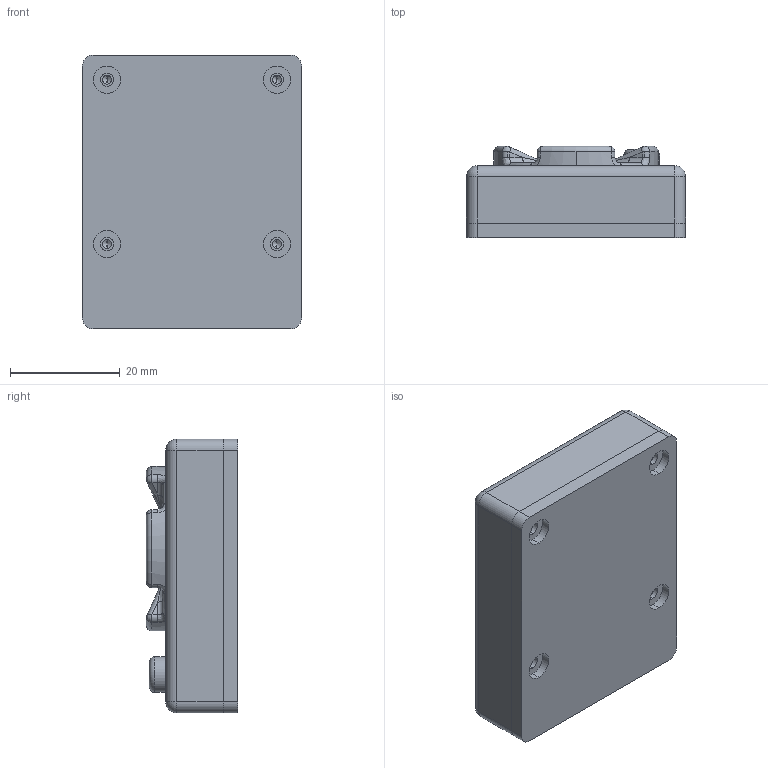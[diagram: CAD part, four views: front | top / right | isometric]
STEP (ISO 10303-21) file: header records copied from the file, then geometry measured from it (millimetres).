
FILE_DESCRIPTION (( 'STEP AP214' ), '1' );
FILE_NAME ('pioneerUnitController.STEP', '2025-06-01T03:44:00', ( '' ), ( '' ), 'SwSTEP 2.0', 'SolidWorks 2020', '' );
FILE_SCHEMA (( 'AUTOMOTIVE_DESIGN' ));
Length unit declared in the file: millimetre
Products named in the file (63): Cylinder-0(2)^6006842048(2)_SW2(2)_miata-pioneerUnitControllerPCB_main(3)_miata-pioneerUnitControllerPCB_main; Open CASCADE STEP translator 7.5 7.1.1^Board(2)_miata-pioneerUnitControllerPCB_main(3)_miata-pioneerUnitControllerPCB_main; miata-pioneerUnitControllerPCB_main(3)^miata-pioneerUnitControllerPCB_main; 6006842288(2)^R4(2)_miata-pioneerUnitControllerPCB_main(3)_miata-pioneerUnitControllerPCB_main; Extruded-4^6006842208(2)_R1(2)_miata-pioneerUnitControllerPCB_main(3)_miata-pioneerUnitControllerPCB_main; 6006838128(2)^SW5(2)_miata-pioneerUnitControllerPCB_main(3)_miata-pioneerUnitControllerPCB_main; Board(2)^miata-pioneerUnitControllerPCB_main(3)_miata-pioneerUnitControllerPCB_main; Conn_Molex_43650-0304_eec(2)^J1(2)_miata-pioneerUnitControllerPCB_main(3)_miata-pioneerUnitControllerPCB_main; Cylinder(2)^6006837808(2)_SW4(2)_miata-pioneerUnitControllerPCB_main(3)_miata-pioneerUnitControllerPCB_main; R3(2)^miata-pioneerUnitControllerPCB_main(3)_miata-pioneerUnitControllerPCB_main; 6006737936(2)^SW1(2)_miata-pioneerUnitControllerPCB_main(3)_miata-pioneerUnitControllerPCB_main; Extruded(2)^6006838128(2)_SW4(2)_miata-pioneerUnitControllerPCB_main(3)_miata-pioneerUnitControllerPCB_main; miata-pioneerUnitControllerPCB_main; Extruded-5^6006842288(2)_R3(2)_miata-pioneerUnitControllerPCB_main(3)_miata-pioneerUnitControllerPCB_main; 6006842288(2)^R1(2)_miata-pioneerUnitControllerPCB_main(3)_miata-pioneerUnitControllerPCB_main; 6006838128(2)^SW4(2)_miata-pioneerUnitControllerPCB_main(3)_miata-pioneerUnitControllerPCB_main; Extruded-4^6006842208(2)_R2(2)_miata-pioneerUnitControllerPCB_main(3)_miata-pioneerUnitControllerPCB_main; R5(2)^miata-pioneerUnitControllerPCB_main(3)_miata-pioneerUnitControllerPCB_main; SW5(2)^miata-pioneerUnitControllerPCB_main(3)_miata-pioneerUnitControllerPCB_main; Extruded(2)^6006838128(2)_SW5(2)_miata-pioneerUnitControllerPCB_main(3)_miata-pioneerUnitControllerPCB_main; R2(2)^miata-pioneerUnitControllerPCB_main(3)_miata-pioneerUnitControllerPCB_main; 6006842048(2)^SW2(2)_miata-pioneerUnitControllerPCB_main(3)_miata-pioneerUnitControllerPCB_main; SW1(2)^miata-pioneerUnitControllerPCB_main(3)_miata-pioneerUnitControllerPCB_main; Cylinder-1(2)^6006737936(2)_SW1(2)_miata-pioneerUnitControllerPCB_main(3)_miata-pioneerUnitControllerPCB_main; 6006842208(2)^R2(2)_miata-pioneerUnitControllerPCB_main(3)_miata-pioneerUnitControllerPCB_main; R1(2)^miata-pioneerUnitControllerPCB_main(3)_miata-pioneerUnitControllerPCB_main; 6006838128(2)^SW3(2)_miata-pioneerUnitControllerPCB_main(3)_miata-pioneerUnitControllerPCB_main; 3(2)^Conn_Molex_43650-0304_eec(2)_J1(2)_miata-pioneerUnitControllerPCB_main(3)_miata-pioneerUnitControllerPCB_main; SW4(2)^miata-pioneerUnitControllerPCB_main(3)_miata-pioneerUnitControllerPCB_main; Cylinder(2)^6006837808(2)_SW5(2)_miata-pioneerUnitControllerPCB_main(3)_miata-pioneerUnitControllerPCB_main; 6006842288(2)^R2(2)_miata-pioneerUnitControllerPCB_main(3)_miata-pioneerUnitControllerPCB_main; 6006842208(2)^R1(2)_miata-pioneerUnitControllerPCB_main(3)_miata-pioneerUnitControllerPCB_main; 6006842048(2)^SW3(2)_miata-pioneerUnitControllerPCB_main(3)_miata-pioneerUnitControllerPCB_main; Extruded(2)^6006838128(2)_SW1(2)_miata-pioneerUnitControllerPCB_main(3)_miata-pioneerUnitControllerPCB_main; Notch(2)^Conn_Molex_43650-0304_eec(2)_J1(2)_miata-pioneerUnitControllerPCB_main(3)_miata-pioneerUnitControllerPCB_main; Extruded-4^6006842208(2)_R4(2)_miata-pioneerUnitControllerPCB_main(3)_miata-pioneerUnitControllerPCB_main; 6006838128(2)^SW2(2)_miata-pioneerUnitControllerPCB_main(3)_miata-pioneerUnitControllerPCB_main; Extruded(2)^6006838128(2)_SW3(2)_miata-pioneerUnitControllerPCB_main(3)_miata-pioneerUnitControllerPCB_main; Molex(2)^Conn_Molex_43650-0304_eec(2)_J1(2)_miata-pioneerUnitControllerPCB_main(3)_miata-pioneerUnitControllerPCB_main; Cylinder-0(2)^6006842048(2)_SW3(2)_miata-pioneerUnitControllerPCB_main(3)_miata-pioneerUnitControllerPCB_main ...
Assembly tree (67 placements, depth 6):
  pioneerUnitController
    miata-pioneerRemote_controlPad-02
    miata-pioneerUnitControllerPCB_main
      miata-pioneerUnitControllerPCB_main(3)^miata-pioneerUnitControllerPCB_main
        Board(2)^miata-pioneerUnitControllerPCB_main(3)_miata-pioneerUnitControllerPCB_main
          Open CASCADE STEP translator 7.5 7.1.1^Board(2)_miata-pioneerUnitControllerPCB_main(3)_miata-pioneerUnitControllerPCB_main
        SW5(2)^miata-pioneerUnitControllerPCB_main(3)_miata-pioneerUnitControllerPCB_main
          6006838128(2)^SW5(2)_miata-pioneerUnitControllerPCB_main(3)_miata-pioneerUnitControllerPCB_main
            Extruded(2)^6006838128(2)_SW5(2)_miata-pioneerUnitControllerPCB_main(3)_miata-pioneerUnitControllerPCB_main
          6006837808(2)^SW5(2)_miata-pioneerUnitControllerPCB_main(3)_miata-pioneerUnitControllerPCB_main
            Cylinder(2)^6006837808(2)_SW5(2)_miata-pioneerUnitControllerPCB_main(3)_miata-pioneerUnitControllerPCB_main
        SW4(2)^miata-pioneerUnitControllerPCB_main(3)_miata-pioneerUnitControllerPCB_main
          6006838128(2)^SW4(2)_miata-pioneerUnitControllerPCB_main(3)_miata-pioneerUnitControllerPCB_main
            Extruded(2)^6006838128(2)_SW4(2)_miata-pioneerUnitControllerPCB_main(3)_miata-pioneerUnitControllerPCB_main
          6006837808(2)^SW4(2)_miata-pioneerUnitControllerPCB_main(3)_miata-pioneerUnitControllerPCB_main
            Cylinder(2)^6006837808(2)_SW4(2)_miata-pioneerUnitControllerPCB_main(3)_miata-pioneerUnitControllerPCB_main
        SW3(2)^miata-pioneerUnitControllerPCB_main(3)_miata-pioneerUnitControllerPCB_main
          6006838128(2)^SW3(2)_miata-pioneerUnitControllerPCB_main(3)_miata-pioneerUnitControllerPCB_main
            Extruded(2)^6006838128(2)_SW3(2)_miata-pioneerUnitControllerPCB_main(3)_miata-pioneerUnitControllerPCB_main
          6006842048(2)^SW3(2)_miata-pioneerUnitControllerPCB_main(3)_miata-pioneerUnitControllerPCB_main
            Cylinder-0(2)^6006842048(2)_SW3(2)_miata-pioneerUnitControllerPCB_main(3)_miata-pioneerUnitControllerPCB_main
        SW2(2)^miata-pioneerUnitControllerPCB_main(3)_miata-pioneerUnitControllerPCB_main
          6006838128(2)^SW2(2)_miata-pioneerUnitControllerPCB_main(3)_miata-pioneerUnitControllerPCB_main
            Extruded(2)^6006838128(2)_SW2(2)_miata-pioneerUnitControllerPCB_main(3)_miata-pioneerUnitControllerPCB_main
          6006842048(2)^SW2(2)_miata-pioneerUnitControllerPCB_main(3)_miata-pioneerUnitControllerPCB_main
            Cylinder-0(2)^6006842048(2)_SW2(2)_miata-pioneerUnitControllerPCB_main(3)_miata-pioneerUnitControllerPCB_main
        SW1(2)^miata-pioneerUnitControllerPCB_main(3)_miata-pioneerUnitControllerPCB_main
          6006737936(2)^SW1(2)_miata-pioneerUnitControllerPCB_main(3)_miata-pioneerUnitControllerPCB_main
            Cylinder-1(2)^6006737936(2)_SW1(2)_miata-pioneerUnitControllerPCB_main(3)_miata-pioneerUnitControllerPCB_main
          6006838128(2)^SW1(2)_miata-pioneerUnitControllerPCB_main(3)_miata-pioneerUnitControllerPCB_main
            Extruded(2)^6006838128(2)_SW1(2)_miata-pioneerUnitControllerPCB_main(3)_miata-pioneerUnitControllerPCB_main
        R5(2)^miata-pioneerUnitControllerPCB_main(3)_miata-pioneerUnitControllerPCB_main
          9424581152^R5(2)_miata-pioneerUnitControllerPCB_main(3)_miata-pioneerUnitControllerPCB_main  x2
            Extruded-2(2)^9424581152_R5(2)_miata-pioneerUnitControllerPCB_main(3)_miata-pioneerUnitControllerPCB_main
          9424580992^R5(2)_miata-pioneerUnitControllerPCB_main(3)_miata-pioneerUnitControllerPCB_main
            Extruded-3(2)^9424580992_R5(2)_miata-pioneerUnitControllerPCB_main(3)_miata-pioneerUnitControllerPCB_main
        R4(2)^miata-pioneerUnitControllerPCB_main(3)_miata-pioneerUnitControllerPCB_main
          6006842208(2)^R4(2)_miata-pioneerUnitControllerPCB_main(3)_miata-pioneerUnitControllerPCB_main  x2
            Extruded-4^6006842208(2)_R4(2)_miata-pioneerUnitControllerPCB_main(3)_miata-pioneerUnitControllerPCB_main
          6006842288(2)^R4(2)_miata-pioneerUnitControllerPCB_main(3)_miata-pioneerUnitControllerPCB_main
            Extruded-5^6006842288(2)_R4(2)_miata-pioneerUnitControllerPCB_main(3)_miata-pioneerUnitControllerPCB_main
        R3(2)^miata-pioneerUnitControllerPCB_main(3)_miata-pioneerUnitControllerPCB_main
          6006842208(2)^R3(2)_miata-pioneerUnitControllerPCB_main(3)_miata-pioneerUnitControllerPCB_main  x2
            Extruded-4^6006842208(2)_R3(2)_miata-pioneerUnitControllerPCB_main(3)_miata-pioneerUnitControllerPCB_main
          6006842288(2)^R3(2)_miata-pioneerUnitControllerPCB_main(3)_miata-pioneerUnitControllerPCB_main
            Extruded-5^6006842288(2)_R3(2)_miata-pioneerUnitControllerPCB_main(3)_miata-pioneerUnitControllerPCB_main
        R2(2)^miata-pioneerUnitControllerPCB_main(3)_miata-pioneerUnitControllerPCB_main
          6006842208(2)^R2(2)_miata-pioneerUnitControllerPCB_main(3)_miata-pioneerUnitControllerPCB_main  x2
            Extruded-4^6006842208(2)_R2(2)_miata-pioneerUnitControllerPCB_main(3)_miata-pioneerUnitControllerPCB_main
          6006842288(2)^R2(2)_miata-pioneerUnitControllerPCB_main(3)_miata-pioneerUnitControllerPCB_main
            Extruded-5^6006842288(2)_R2(2)_miata-pioneerUnitControllerPCB_main(3)_miata-pioneerUnitControllerPCB_main
        R1(2)^miata-pioneerUnitControllerPCB_main(3)_miata-pioneerUnitControllerPCB_main
          6006842208(2)^R1(2)_miata-pioneerUnitControllerPCB_main(3)_miata-pioneerUnitControllerPCB_main  x2
            Extruded-4^6006842208(2)_R1(2)_miata-pioneerUnitControllerPCB_main(3)_miata-pioneerUnitControllerPCB_main
          6006842288(2)^R1(2)_miata-pioneerUnitControllerPCB_main(3)_miata-pioneerUnitControllerPCB_main
            Extruded-5^6006842288(2)_R1(2)_miata-pioneerUnitControllerPCB_main(3)_miata-pioneerUnitControllerPCB_main
        J1(2)^miata-pioneerUnitControllerPCB_main(3)_miata-pioneerUnitControllerPCB_main
          Conn_Molex_43650-0304_eec(2)^J1(2)_miata-pioneerUnitControllerPCB_main(3)_miata-pioneerUnitControllerPCB_main
            1(2)^Conn_Molex_43650-0304_eec(2)_J1(2)_miata-pioneerUnitControllerPCB_main(3)_miata-pioneerUnitControllerPCB_main
            2(2)^Conn_Molex_43650-0304_eec(2)_J1(2)_miata-pioneerUnitControllerPCB_main(3)_miata-pioneerUnitControllerPCB_main
Bounding box: 40 x 16.64 x 50 mm (x, y, z)
Volume: 15468.4 mm3; surface area: 18781.4 mm2
Topology: 49 solids, 49 shells, 1004 faces, 2425 edges, 1513 vertices
Faces by surface type: plane 506, cylinder 307, bspline 98, sphere 46, torus 32, cone 15
Entity records: 31824 total; most frequent: CARTESIAN_POINT 7495, ORIENTED_EDGE 4646, DIRECTION 4627, EDGE_CURVE 2323, AXIS2_PLACEMENT_3D 1603, VERTEX_POINT 1463, VECTOR 1421, LINE 1421
